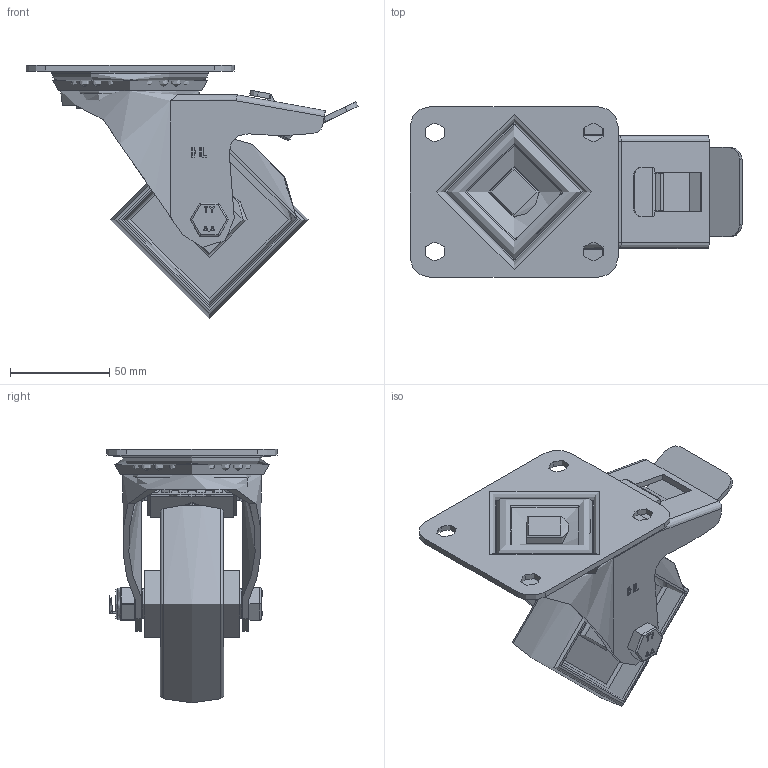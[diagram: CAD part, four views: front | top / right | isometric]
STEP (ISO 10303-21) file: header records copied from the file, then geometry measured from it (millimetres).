
FILE_DESCRIPTION(/* description */ (''),/* implementation_level */ '2;1');
FILE_NAME(/* name */ 'BZEH100NYBSWB.step',/* time_stamp */ '2025-04-16T09:59:28+01:00',/* author */ (''),/* organization */ (''),/* preprocessor_version */ 'ST-DEVELOPER v20.1',/* originating_system */ 'Autodesk Translation Framework v14.4.0.0',/* authorisation */ '');
FILE_SCHEMA (('AUTOMOTIVE_DESIGN { 1 0 10303 214 3 1 1 }'));
Length unit declared in the file: millimetre
Products named in the file (28): BZEH100NYBSWB; BZEH100ASSWB v1; ZINC PLATED, PRESSED STEEL TOP PLATE; ZINC PLATED, PRESSED STEEL TOP PLATE Geometry; Pattern; Component2; ZINC PLATED, PRESSED STEEL FORKS; BEARING SEAL; ZINC PLATED, PRESSED STEEL BRAKE PEDAL; BRAKE PAD; BRAKE PAD Geometry; brake bolt; BZH100WNYRB61 v1; NYLON WHEEL; NYLON WHEEL2; CAPS; ROLLER BEARING; CAGE; RIBS; Component4; TUBEM15X50 v1; ZINC PLATED AXLE TUBE; HEXBOLTM10X70Z8.8 v2; GRADE 8.8 THREADED ZINC PLATED BOLT; NYLOCM10Z v1; NYLOC NUT; RUBBER; NUT
Assembly tree (53 placements, depth 5):
  BZEH100NYBSWB
    BZEH100ASSWB v1
      ZINC PLATED, PRESSED STEEL TOP PLATE
        ZINC PLATED, PRESSED STEEL TOP PLATE Geometry
        Pattern
          Component2  x20
      ZINC PLATED, PRESSED STEEL FORKS
      BEARING SEAL
      ZINC PLATED, PRESSED STEEL BRAKE PEDAL
      BRAKE PAD
        BRAKE PAD Geometry
        brake bolt
    BZH100WNYRB61 v1
      NYLON WHEEL
        NYLON WHEEL2
        CAPS
      ROLLER BEARING
        CAGE
        RIBS
          Component4  x8
    TUBEM15X50 v1
      ZINC PLATED AXLE TUBE
    HEXBOLTM10X70Z8.8 v2
      GRADE 8.8 THREADED ZINC PLATED BOLT
    NYLOCM10Z v1
      NYLOC NUT
        RUBBER
        NUT
Bounding box: 167.5 x 86 x 128 mm (x, y, z)
Volume: 252517.2 mm3; surface area: 133251.1 mm2
Topology: 42 solids, 42 shells, 690 faces, 1752 edges, 1117 vertices
Faces by surface type: plane 378, cylinder 178, bspline 51, torus 42, sphere 32, cone 9
Full cylindrical faces by diameter (mm): 4 x8, 8 x2, 8.141 x18, 9.85 x19, 10 x3, 10.2 x2, 10.5 x1, 12 x2, 15 x2, 15.2 x2, 16 x2, 21 x1, 22.75 x1, 23 x3, 25 x2, 30 x1, 34 x2, 54 x1, 64 x1, 70 x1
Entity records: 28426 total; most frequent: CARTESIAN_POINT 11815, ORIENTED_EDGE 3344, DIRECTION 3291, EDGE_CURVE 1672, AXIS2_PLACEMENT_3D 1183, VERTEX_POINT 1065, LINE 925, VECTOR 925
